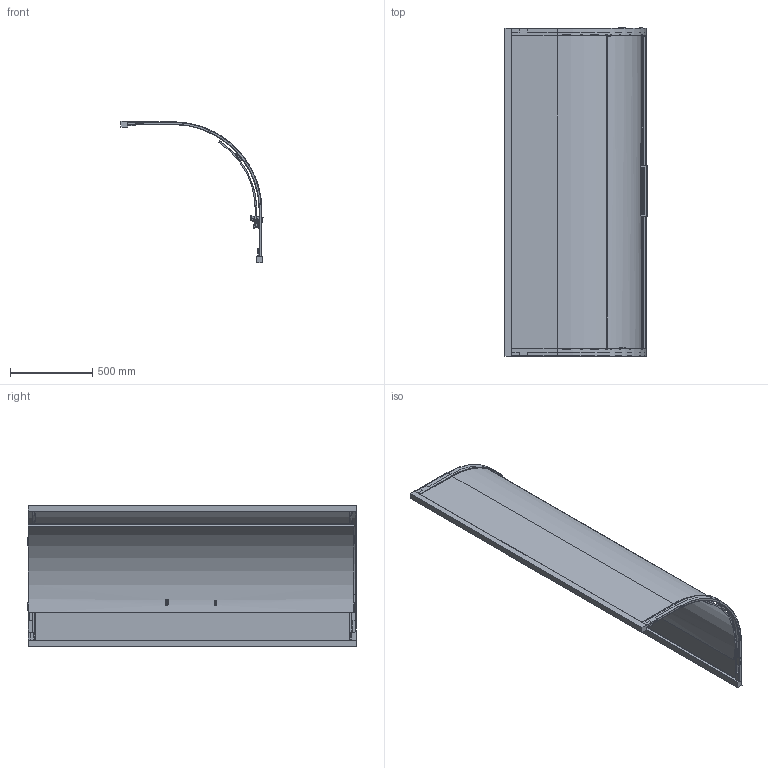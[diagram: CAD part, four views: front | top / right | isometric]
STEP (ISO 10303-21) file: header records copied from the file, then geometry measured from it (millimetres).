
FILE_DESCRIPTION (( 'STEP AP214' ), '1' );
FILE_NAME ('rbf91_040.STEP', '2020-04-21T11:48:36', ( '' ), ( '' ), 'SwSTEP 2.0', 'SolidWorks 2016', '' );
FILE_SCHEMA (( 'AUTOMOTIVE_DESIGN' ));
Length unit declared in the file: millimetre
Products named in the file (1): rbf91_040
Bounding box: 866.21 x 2002.7 x 862.27 mm (x, y, z)
Volume: 28790066 mm3; surface area: 6943950.3 mm2
Topology: 3 solids, 6 shells, 1807 faces, 4761 edges, 2956 vertices
Faces by surface type: cylinder 799, plane 577, bspline 387, cone 28, torus 16
Full cylindrical faces by diameter (mm): 3.4 x4
Entity records: 102039 total; most frequent: CARTESIAN_POINT 41023, ORIENTED_EDGE 9446, DIRECTION 7766, EDGE_CURVE 4723, VERTEX_POINT 2956, AXIS2_PLACEMENT_3D 2825, VECTOR 2116, LINE 2116
